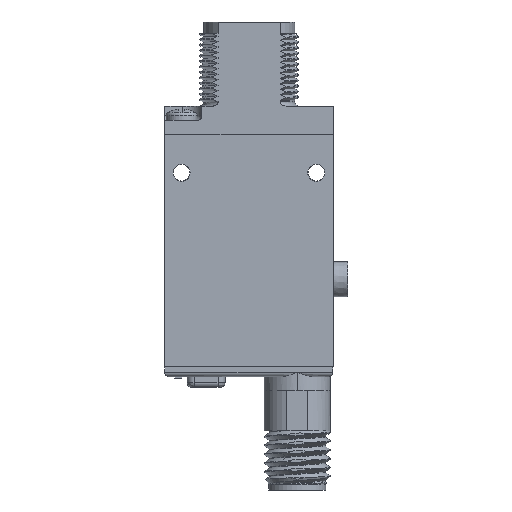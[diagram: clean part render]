
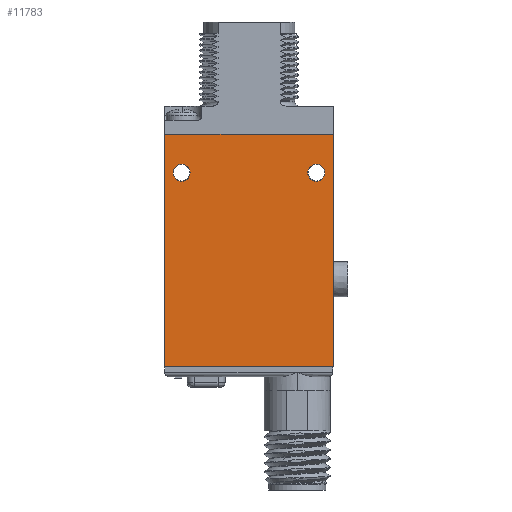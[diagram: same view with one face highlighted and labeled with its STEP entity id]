
A CAD part, left-side view. The second image highlights one B-rep face of the part: STEP entity #11783.
In plain terms, the highlighted planar face has unit normal (-1, 0, 0).
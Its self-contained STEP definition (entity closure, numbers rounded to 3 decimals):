
#1=DIRECTION('',(0.,-1.,0.));
#2=VECTOR('',#1,0.076);
#3=CARTESIAN_POINT('',(-6.02,-15.291,0.));
#4=LINE('',#3,#2);
#5=DIRECTION('',(0.,0.,-1.));
#6=VECTOR('',#5,42.164);
#7=CARTESIAN_POINT('',(-6.02,-15.367,0.));
#8=LINE('',#7,#6);
#9=DIRECTION('',(0.,1.,0.));
#10=VECTOR('',#9,30.785);
#11=CARTESIAN_POINT('',(-6.02,-15.367,-42.164));
#12=LINE('',#11,#10);
#13=DIRECTION('',(0.,0.,1.));
#14=VECTOR('',#13,42.164);
#15=CARTESIAN_POINT('',(-6.02,15.418,-42.164));
#16=LINE('',#15,#14);
#17=DIRECTION('',(0.,-1.,0.));
#18=VECTOR('',#17,0.127);
#19=CARTESIAN_POINT('',(-6.02,15.418,0.));
#20=LINE('',#19,#18);
#21=DIRECTION('',(0.,1.,0.));
#22=VECTOR('',#21,30.582);
#23=CARTESIAN_POINT('',(-6.02,-15.291,0.));
#24=LINE('',#23,#22);
#25=CARTESIAN_POINT('',(-6.02,12.243,-6.985));
#26=DIRECTION('',(1.,0.,0.));
#27=DIRECTION('',(0.,0.,-1.));
#28=AXIS2_PLACEMENT_3D('',#25,#26,#27);
#30=CARTESIAN_POINT('',(-6.02,12.243,-6.985));
#31=DIRECTION('',(1.,0.,0.));
#32=DIRECTION('',(0.,0.,1.));
#33=AXIS2_PLACEMENT_3D('',#30,#31,#32);
#35=CARTESIAN_POINT('',(-6.02,-12.192,-6.985));
#36=DIRECTION('',(1.,0.,0.));
#37=DIRECTION('',(0.,0.,-1.));
#38=AXIS2_PLACEMENT_3D('',#35,#36,#37);
#40=CARTESIAN_POINT('',(-6.02,-12.192,-6.985));
#41=DIRECTION('',(1.,0.,0.));
#42=DIRECTION('',(0.,0.,1.));
#43=AXIS2_PLACEMENT_3D('',#40,#41,#42);
#10467=CARTESIAN_POINT('',(-6.02,-15.367,0.));
#10468=CARTESIAN_POINT('',(-6.02,-15.367,-42.164));
#10469=VERTEX_POINT('',#10467);
#10470=VERTEX_POINT('',#10468);
#10471=CARTESIAN_POINT('',(-6.02,15.418,-42.164));
#10472=VERTEX_POINT('',#10471);
#10473=CARTESIAN_POINT('',(-6.02,15.418,0.));
#10474=VERTEX_POINT('',#10473);
#10483=CARTESIAN_POINT('',(-6.02,12.243,-8.535));
#10484=CARTESIAN_POINT('',(-6.02,12.243,-5.435));
#10485=VERTEX_POINT('',#10483);
#10486=VERTEX_POINT('',#10484);
#10487=CARTESIAN_POINT('',(-6.02,-12.192,-8.535));
#10488=CARTESIAN_POINT('',(-6.02,-12.192,-5.435));
#10489=VERTEX_POINT('',#10487);
#10490=VERTEX_POINT('',#10488);
#10895=CARTESIAN_POINT('',(-6.02,-15.291,0.));
#10896=CARTESIAN_POINT('',(-6.02,15.291,0.));
#10897=VERTEX_POINT('',#10895);
#10898=VERTEX_POINT('',#10896);
#11752=CARTESIAN_POINT('',(-6.02,-15.367,0.));
#11753=DIRECTION('',(1.,0.,0.));
#11754=DIRECTION('',(0.,0.,-1.));
#11755=AXIS2_PLACEMENT_3D('',#11752,#11753,#11754);
#11756=PLANE('',#11755);
#11758=ORIENTED_EDGE('',*,*,#11757,.T.);
#11760=ORIENTED_EDGE('',*,*,#11759,.T.);
#11762=ORIENTED_EDGE('',*,*,#11761,.T.);
#11764=ORIENTED_EDGE('',*,*,#11763,.T.);
#11766=ORIENTED_EDGE('',*,*,#11765,.T.);
#11768=ORIENTED_EDGE('',*,*,#11767,.F.);
#11769=EDGE_LOOP('',(#11758,#11760,#11762,#11764,#11766,#11768));
#11770=FACE_OUTER_BOUND('',#11769,.F.);
#11772=ORIENTED_EDGE('',*,*,#11771,.F.);
#11774=ORIENTED_EDGE('',*,*,#11773,.F.);
#11775=EDGE_LOOP('',(#11772,#11774));
#11776=FACE_BOUND('',#11775,.F.);
#11778=ORIENTED_EDGE('',*,*,#11777,.F.);
#11780=ORIENTED_EDGE('',*,*,#11779,.F.);
#11781=EDGE_LOOP('',(#11778,#11780));
#11782=FACE_BOUND('',#11781,.F.);
#11783=ADVANCED_FACE('',(#11770,#11776,#11782),#11756,.F.);
#29=CIRCLE('',#28,1.55);
#34=CIRCLE('',#33,1.55);
#39=CIRCLE('',#38,1.55);
#44=CIRCLE('',#43,1.55);
#11757=EDGE_CURVE('',#10897,#10469,#4,.T.);
#11759=EDGE_CURVE('',#10469,#10470,#8,.T.);
#11761=EDGE_CURVE('',#10470,#10472,#12,.T.);
#11763=EDGE_CURVE('',#10472,#10474,#16,.T.);
#11765=EDGE_CURVE('',#10474,#10898,#20,.T.);
#11767=EDGE_CURVE('',#10897,#10898,#24,.T.);
#11771=EDGE_CURVE('',#10485,#10486,#29,.T.);
#11773=EDGE_CURVE('',#10486,#10485,#34,.T.);
#11777=EDGE_CURVE('',#10489,#10490,#39,.T.);
#11779=EDGE_CURVE('',#10490,#10489,#44,.T.);
